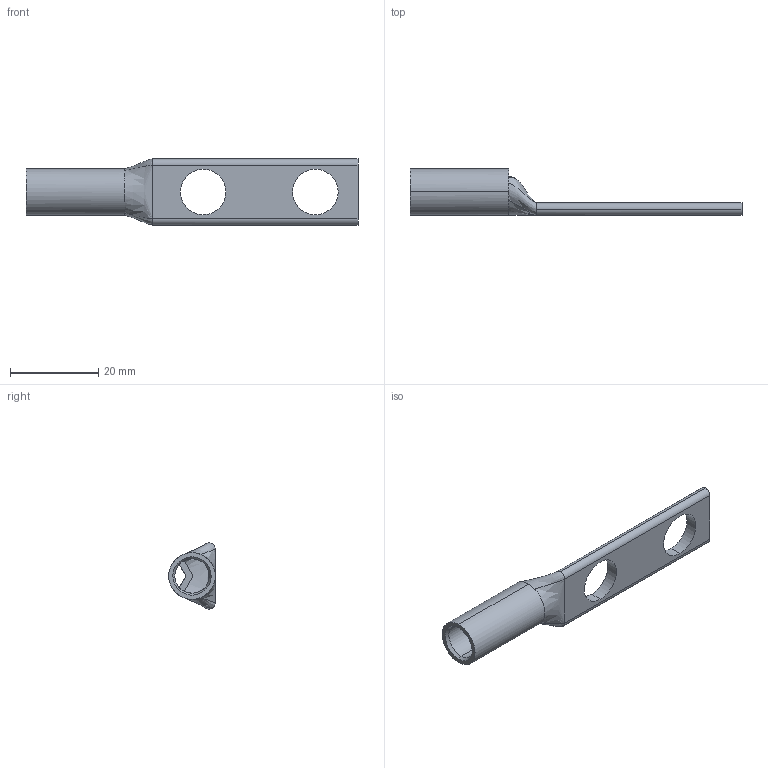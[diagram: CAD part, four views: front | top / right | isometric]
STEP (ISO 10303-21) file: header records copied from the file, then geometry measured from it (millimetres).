
FILE_DESCRIPTION (( 'STEP AP203' ), '1' );
FILE_NAME ('BLU-2D-2TC38-1.step', '2024-09-09T18:01:54', ( '' ), ( '' ), 'SwSTEP 2.0', 'SolidWorks 2023', '' );
FILE_SCHEMA (( 'CONFIG_CONTROL_DESIGN' ));
Length unit declared in the file: inch
Products named in the file (1): BLU-2D-2TC38-1
Bounding box: 75.18 x 10.54 x 14.99 mm (x, y, z)
Volume: 2523.4 mm3; surface area: 3179 mm2
Topology: 1 solids, 1 shells, 40 faces, 104 edges, 65 vertices
Faces by surface type: bspline 14, cylinder 13, plane 11, cone 2
Entity records: 2041 total; most frequent: CARTESIAN_POINT 1103, ORIENTED_EDGE 208, DIRECTION 129, EDGE_CURVE 104, VERTEX_POINT 65, B_SPLINE_CURVE_WITH_KNOTS 50, AXIS2_PLACEMENT_3D 48, EDGE_LOOP 45
